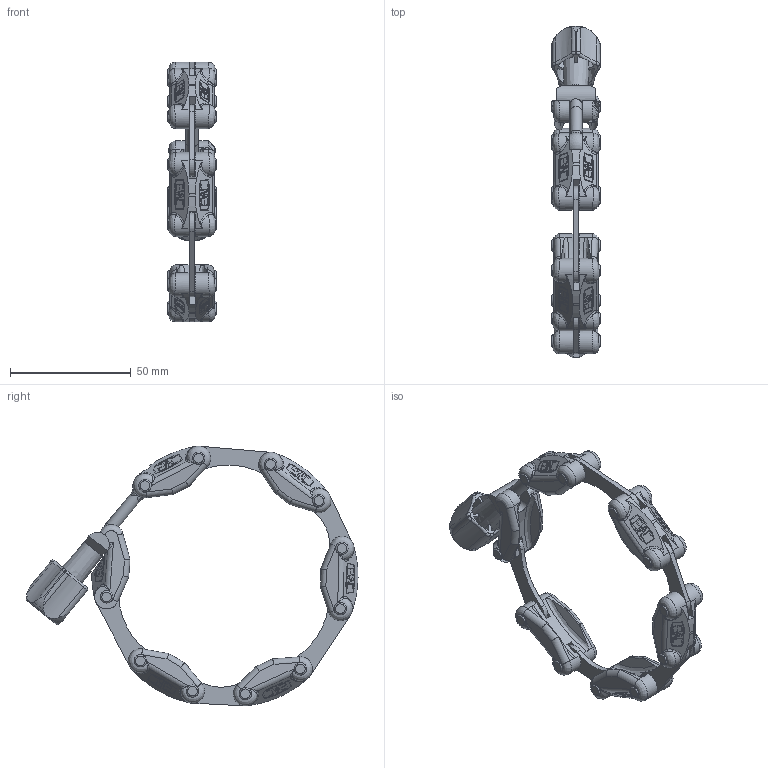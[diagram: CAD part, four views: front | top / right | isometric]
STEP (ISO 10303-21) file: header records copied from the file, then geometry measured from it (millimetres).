
FILE_DESCRIPTION(/* description */ (''),/* implementation_level */ '2;1');
FILE_NAME(/* name */ '30.063012.131.963',/* time_stamp */ '2018-07-12T15:00:55+02:00',/* author */ ('Murat Coskun Bicak'),/* organization */ ('Evac AG'),/* preprocessor_version */ 'ST-DEVELOPER v16.7',/* originating_system */ 'DEX',/* authorisation */ $);
FILE_SCHEMA (('AUTOMOTIVE_DESIGN {1 0 10303 214 3 1 1}'));
Length unit declared in the file: millimetre
Products named in the file (10): 30.063012.131.963; 03.232.001-GTXSW; 03.232.002-GTXSW; 03.232.003-GTXSW; 03.020.008-IXMY; 03.034.001-IX; 03.036.010-GTXSW; 03.033.001-TKR4355; 03.031.022-IX; 03.031.030-IX
Assembly tree (25 placements, depth 2):
  30.063012.131.963
    03.232.001-GTXSW  x4
    03.232.002-GTXSW
    03.232.003-GTXSW
    03.020.008-IXMY  x11
    03.034.001-IX
    03.036.010-GTXSW
    03.033.001-TKR4355
    03.031.022-IX  x2
    03.031.030-IX  x3
Bounding box: 20.22 x 137.72 x 107.72 mm (x, y, z)
Volume: 34842.2 mm3; surface area: 29912 mm2
Topology: 24 solids, 25 shells, 1245 faces, 3432 edges, 2264 vertices
Faces by surface type: plane 868, cylinder 198, bspline 110, torus 55, cone 13, sphere 1
Full cylindrical faces by diameter (mm): 5 x25, 5.1 x22, 5.2 x1, 9 x1
Entity records: 24227 total; most frequent: CARTESIAN_POINT 7989, ORIENTED_EDGE 3484, DIRECTION 2947, EDGE_CURVE 1742, VERTEX_POINT 1170, LINE 1129, VECTOR 1129, AXIS2_PLACEMENT_3D 909
